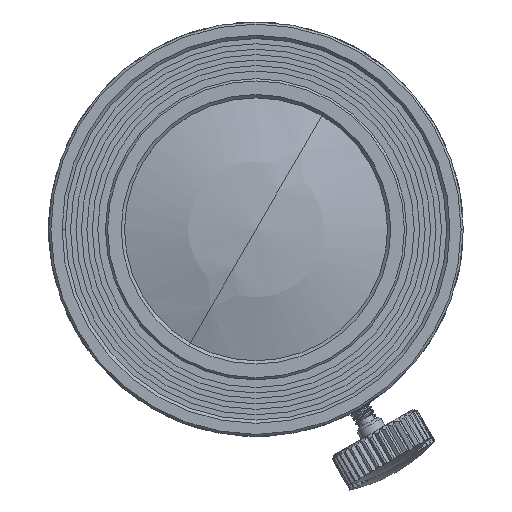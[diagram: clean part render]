
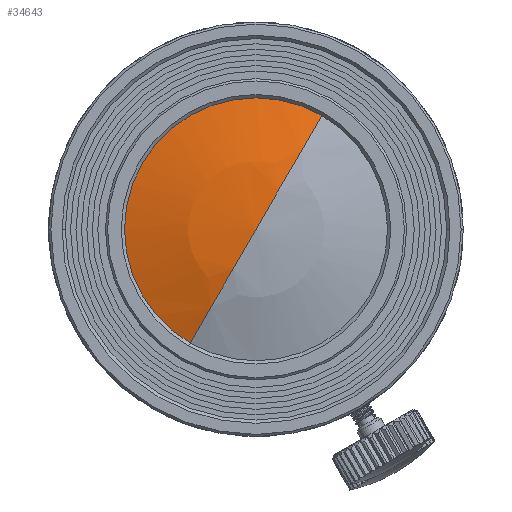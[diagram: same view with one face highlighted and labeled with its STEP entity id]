
A CAD part, left-side view. The second image highlights one B-rep face of the part: STEP entity #34643.
In plain terms, the highlighted spherical face has radius 39.4 mm.
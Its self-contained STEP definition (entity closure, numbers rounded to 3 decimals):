
#34612 = EDGE_CURVE('',#34613,#34615,#34617,.T.);
#34613 = VERTEX_POINT('',#34614);
#34614 = CARTESIAN_POINT('',(-46.435,0.,0.));
#34615 = VERTEX_POINT('',#34616);
#34616 = CARTESIAN_POINT('',(-44.466,6.15,-10.652));
#34617 = CIRCLE('',#34618,39.4);
#34618 = AXIS2_PLACEMENT_3D('',#34619,#34620,#34621);
#34619 = CARTESIAN_POINT('',(-7.035,0.,0.));
#34620 = DIRECTION('',(0.,-0.866,-0.5));
#34621 = DIRECTION('',(-1.,-0.,0.));
#34624 = VERTEX_POINT('',#34625);
#34625 = CARTESIAN_POINT('',(-44.466,-6.15,
    10.652));
#34632 = EDGE_CURVE('',#34624,#34613,#34633,.T.);
#34633 = CIRCLE('',#34634,39.4);
#34634 = AXIS2_PLACEMENT_3D('',#34635,#34636,#34637);
#34635 = CARTESIAN_POINT('',(-7.035,0.,0.));
#34636 = DIRECTION('',(0.,-0.866,-0.5));
#34637 = DIRECTION('',(-0.95,-0.156,0.27));
#34643 = ADVANCED_FACE('',(#34644),#34655,.T.);
#34644 = FACE_BOUND('',#34645,.T.);
#34645 = EDGE_LOOP('',(#34646,#34653,#34654));
#34646 = ORIENTED_EDGE('',*,*,#34647,.T.);
#34647 = EDGE_CURVE('',#34624,#34615,#34648,.T.);
#34648 = CIRCLE('',#34649,12.3);
#34649 = AXIS2_PLACEMENT_3D('',#34650,#34651,#34652);
#34650 = CARTESIAN_POINT('',(-44.466,0.,0.));
#34651 = DIRECTION('',(-1.,0.,0.));
#34652 = DIRECTION('',(0.,-0.5,0.866));
#34653 = ORIENTED_EDGE('',*,*,#34612,.F.);
#34654 = ORIENTED_EDGE('',*,*,#34632,.F.);
#34655 = SPHERICAL_SURFACE('',#34656,39.4);
#34656 = AXIS2_PLACEMENT_3D('',#34657,#34658,#34659);
#34657 = CARTESIAN_POINT('',(-7.035,0.,0.));
#34658 = DIRECTION('',(1.,0.,0.));
#34659 = DIRECTION('',(0.,-0.5,0.866));
